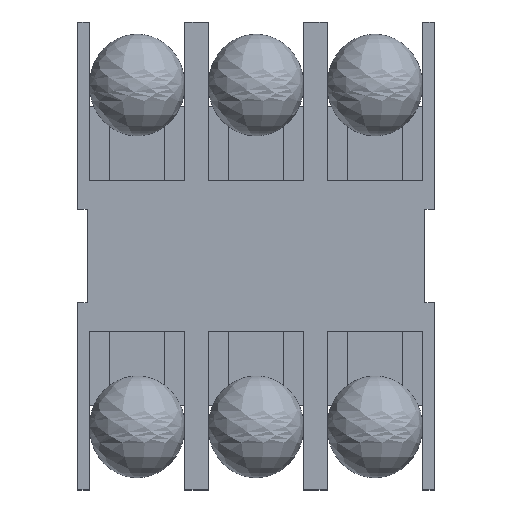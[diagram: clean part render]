
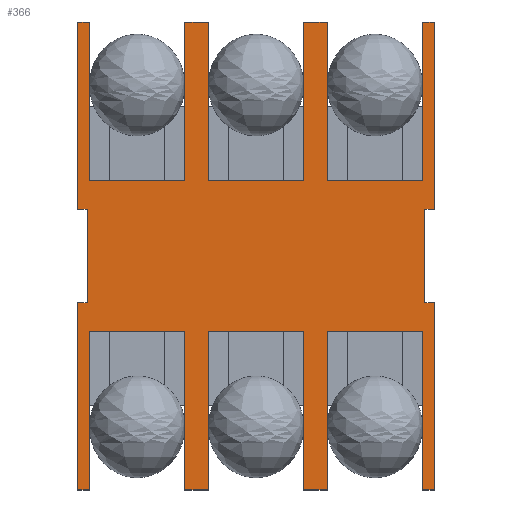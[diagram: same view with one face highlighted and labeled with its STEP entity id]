
A CAD part, top view. The second image highlights one B-rep face of the part: STEP entity #366.
In plain terms, the highlighted planar face has unit normal (0, 0, 1).
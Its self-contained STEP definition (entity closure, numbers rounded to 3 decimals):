
#54 = VERTEX_POINT('',#55);
#55 = CARTESIAN_POINT('',(-3.81,5.,1.25));
#61 = EDGE_CURVE('',#54,#62,#64,.T.);
#62 = VERTEX_POINT('',#63);
#63 = CARTESIAN_POINT('',(-3.56,5.,1.25));
#64 = LINE('',#65,#66);
#65 = CARTESIAN_POINT('',(-3.81,5.,1.25));
#66 = VECTOR('',#67,1.);
#67 = DIRECTION('',(1.,0.,0.));
#366 = ADVANCED_FACE('',(#367),#648,.T.);
#367 = FACE_BOUND('',#368,.T.);
#368 = EDGE_LOOP('',(#369,#370,#378,#386,#394,#402,#410,#418,#426,#434,
    #442,#450,#458,#466,#474,#482,#490,#498,#506,#514,#522,#530,#538,
    #546,#554,#562,#570,#578,#586,#594,#602,#610,#618,#626,#634,#642));
#369 = ORIENTED_EDGE('',*,*,#61,.F.);
#370 = ORIENTED_EDGE('',*,*,#371,.F.);
#371 = EDGE_CURVE('',#372,#54,#374,.T.);
#372 = VERTEX_POINT('',#373);
#373 = CARTESIAN_POINT('',(-3.81,1.,1.25));
#374 = LINE('',#375,#376);
#375 = CARTESIAN_POINT('',(-3.81,-5.,1.25));
#376 = VECTOR('',#377,1.);
#377 = DIRECTION('',(0.,1.,0.));
#378 = ORIENTED_EDGE('',*,*,#379,.F.);
#379 = EDGE_CURVE('',#380,#372,#382,.T.);
#380 = VERTEX_POINT('',#381);
#381 = CARTESIAN_POINT('',(-3.61,1.,1.25));
#382 = LINE('',#383,#384);
#383 = CARTESIAN_POINT('',(-1.905,1.,1.25));
#384 = VECTOR('',#385,1.);
#385 = DIRECTION('',(-1.,0.,0.));
#386 = ORIENTED_EDGE('',*,*,#387,.F.);
#387 = EDGE_CURVE('',#388,#380,#390,.T.);
#388 = VERTEX_POINT('',#389);
#389 = CARTESIAN_POINT('',(-3.61,-1.,1.25));
#390 = LINE('',#391,#392);
#391 = CARTESIAN_POINT('',(-3.61,0.5,1.25));
#392 = VECTOR('',#393,1.);
#393 = DIRECTION('',(0.,1.,0.));
#394 = ORIENTED_EDGE('',*,*,#395,.F.);
#395 = EDGE_CURVE('',#396,#388,#398,.T.);
#396 = VERTEX_POINT('',#397);
#397 = CARTESIAN_POINT('',(-3.81,-1.,1.25));
#398 = LINE('',#399,#400);
#399 = CARTESIAN_POINT('',(-1.805,-1.,1.25));
#400 = VECTOR('',#401,1.);
#401 = DIRECTION('',(1.,0.,0.));
#402 = ORIENTED_EDGE('',*,*,#403,.F.);
#403 = EDGE_CURVE('',#404,#396,#406,.T.);
#404 = VERTEX_POINT('',#405);
#405 = CARTESIAN_POINT('',(-3.81,-5.,1.25));
#406 = LINE('',#407,#408);
#407 = CARTESIAN_POINT('',(-3.81,-5.,1.25));
#408 = VECTOR('',#409,1.);
#409 = DIRECTION('',(0.,1.,0.));
#410 = ORIENTED_EDGE('',*,*,#411,.F.);
#411 = EDGE_CURVE('',#412,#404,#414,.T.);
#412 = VERTEX_POINT('',#413);
#413 = CARTESIAN_POINT('',(-3.56,-5.,1.25));
#414 = LINE('',#415,#416);
#415 = CARTESIAN_POINT('',(3.81,-5.,1.25));
#416 = VECTOR('',#417,1.);
#417 = DIRECTION('',(-1.,0.,0.));
#418 = ORIENTED_EDGE('',*,*,#419,.F.);
#419 = EDGE_CURVE('',#420,#412,#422,.T.);
#420 = VERTEX_POINT('',#421);
#421 = CARTESIAN_POINT('',(-3.56,-1.62,1.25));
#422 = LINE('',#423,#424);
#423 = CARTESIAN_POINT('',(-3.56,-2.5,1.25));
#424 = VECTOR('',#425,1.);
#425 = DIRECTION('',(0.,-1.,0.));
#426 = ORIENTED_EDGE('',*,*,#427,.F.);
#427 = EDGE_CURVE('',#428,#420,#430,.T.);
#428 = VERTEX_POINT('',#429);
#429 = CARTESIAN_POINT('',(-1.52,-1.62,1.25));
#430 = LINE('',#431,#432);
#431 = CARTESIAN_POINT('',(-1.52,-1.62,1.25));
#432 = VECTOR('',#433,1.);
#433 = DIRECTION('',(-1.,0.,0.));
#434 = ORIENTED_EDGE('',*,*,#435,.F.);
#435 = EDGE_CURVE('',#436,#428,#438,.T.);
#436 = VERTEX_POINT('',#437);
#437 = CARTESIAN_POINT('',(-1.52,-5.,1.25));
#438 = LINE('',#439,#440);
#439 = CARTESIAN_POINT('',(-1.52,-5.,1.25));
#440 = VECTOR('',#441,1.);
#441 = DIRECTION('',(0.,1.,0.));
#442 = ORIENTED_EDGE('',*,*,#443,.F.);
#443 = EDGE_CURVE('',#444,#436,#446,.T.);
#444 = VERTEX_POINT('',#445);
#445 = CARTESIAN_POINT('',(-1.02,-5.,1.25));
#446 = LINE('',#447,#448);
#447 = CARTESIAN_POINT('',(3.81,-5.,1.25));
#448 = VECTOR('',#449,1.);
#449 = DIRECTION('',(-1.,0.,0.));
#450 = ORIENTED_EDGE('',*,*,#451,.F.);
#451 = EDGE_CURVE('',#452,#444,#454,.T.);
#452 = VERTEX_POINT('',#453);
#453 = CARTESIAN_POINT('',(-1.02,-1.62,1.25));
#454 = LINE('',#455,#456);
#455 = CARTESIAN_POINT('',(-1.02,-2.5,1.25));
#456 = VECTOR('',#457,1.);
#457 = DIRECTION('',(0.,-1.,0.));
#458 = ORIENTED_EDGE('',*,*,#459,.F.);
#459 = EDGE_CURVE('',#460,#452,#462,.T.);
#460 = VERTEX_POINT('',#461);
#461 = CARTESIAN_POINT('',(1.02,-1.62,1.25));
#462 = LINE('',#463,#464);
#463 = CARTESIAN_POINT('',(1.02,-1.62,1.25));
#464 = VECTOR('',#465,1.);
#465 = DIRECTION('',(-1.,0.,0.));
#466 = ORIENTED_EDGE('',*,*,#467,.F.);
#467 = EDGE_CURVE('',#468,#460,#470,.T.);
#468 = VERTEX_POINT('',#469);
#469 = CARTESIAN_POINT('',(1.02,-5.,1.25));
#470 = LINE('',#471,#472);
#471 = CARTESIAN_POINT('',(1.02,-5.,1.25));
#472 = VECTOR('',#473,1.);
#473 = DIRECTION('',(0.,1.,0.));
#474 = ORIENTED_EDGE('',*,*,#475,.F.);
#475 = EDGE_CURVE('',#476,#468,#478,.T.);
#476 = VERTEX_POINT('',#477);
#477 = CARTESIAN_POINT('',(1.52,-5.,1.25));
#478 = LINE('',#479,#480);
#479 = CARTESIAN_POINT('',(3.81,-5.,1.25));
#480 = VECTOR('',#481,1.);
#481 = DIRECTION('',(-1.,0.,0.));
#482 = ORIENTED_EDGE('',*,*,#483,.F.);
#483 = EDGE_CURVE('',#484,#476,#486,.T.);
#484 = VERTEX_POINT('',#485);
#485 = CARTESIAN_POINT('',(1.52,-1.62,1.25));
#486 = LINE('',#487,#488);
#487 = CARTESIAN_POINT('',(1.52,-2.5,1.25));
#488 = VECTOR('',#489,1.);
#489 = DIRECTION('',(0.,-1.,0.));
#490 = ORIENTED_EDGE('',*,*,#491,.F.);
#491 = EDGE_CURVE('',#492,#484,#494,.T.);
#492 = VERTEX_POINT('',#493);
#493 = CARTESIAN_POINT('',(3.56,-1.62,1.25));
#494 = LINE('',#495,#496);
#495 = CARTESIAN_POINT('',(3.56,-1.62,1.25));
#496 = VECTOR('',#497,1.);
#497 = DIRECTION('',(-1.,0.,0.));
#498 = ORIENTED_EDGE('',*,*,#499,.F.);
#499 = EDGE_CURVE('',#500,#492,#502,.T.);
#500 = VERTEX_POINT('',#501);
#501 = CARTESIAN_POINT('',(3.56,-5.,1.25));
#502 = LINE('',#503,#504);
#503 = CARTESIAN_POINT('',(3.56,-5.,1.25));
#504 = VECTOR('',#505,1.);
#505 = DIRECTION('',(0.,1.,0.));
#506 = ORIENTED_EDGE('',*,*,#507,.F.);
#507 = EDGE_CURVE('',#508,#500,#510,.T.);
#508 = VERTEX_POINT('',#509);
#509 = CARTESIAN_POINT('',(3.81,-5.,1.25));
#510 = LINE('',#511,#512);
#511 = CARTESIAN_POINT('',(3.81,-5.,1.25));
#512 = VECTOR('',#513,1.);
#513 = DIRECTION('',(-1.,0.,0.));
#514 = ORIENTED_EDGE('',*,*,#515,.F.);
#515 = EDGE_CURVE('',#516,#508,#518,.T.);
#516 = VERTEX_POINT('',#517);
#517 = CARTESIAN_POINT('',(3.81,-1.,1.25));
#518 = LINE('',#519,#520);
#519 = CARTESIAN_POINT('',(3.81,5.,1.25));
#520 = VECTOR('',#521,1.);
#521 = DIRECTION('',(0.,-1.,0.));
#522 = ORIENTED_EDGE('',*,*,#523,.T.);
#523 = EDGE_CURVE('',#516,#524,#526,.T.);
#524 = VERTEX_POINT('',#525);
#525 = CARTESIAN_POINT('',(3.61,-1.,1.25));
#526 = LINE('',#527,#528);
#527 = CARTESIAN_POINT('',(1.805,-1.,1.25));
#528 = VECTOR('',#529,1.);
#529 = DIRECTION('',(-1.,0.,0.));
#530 = ORIENTED_EDGE('',*,*,#531,.T.);
#531 = EDGE_CURVE('',#524,#532,#534,.T.);
#532 = VERTEX_POINT('',#533);
#533 = CARTESIAN_POINT('',(3.61,1.,1.25));
#534 = LINE('',#535,#536);
#535 = CARTESIAN_POINT('',(3.61,0.5,1.25));
#536 = VECTOR('',#537,1.);
#537 = DIRECTION('',(0.,1.,0.));
#538 = ORIENTED_EDGE('',*,*,#539,.T.);
#539 = EDGE_CURVE('',#532,#540,#542,.T.);
#540 = VERTEX_POINT('',#541);
#541 = CARTESIAN_POINT('',(3.81,1.,1.25));
#542 = LINE('',#543,#544);
#543 = CARTESIAN_POINT('',(1.905,1.,1.25));
#544 = VECTOR('',#545,1.);
#545 = DIRECTION('',(1.,0.,0.));
#546 = ORIENTED_EDGE('',*,*,#547,.F.);
#547 = EDGE_CURVE('',#548,#540,#550,.T.);
#548 = VERTEX_POINT('',#549);
#549 = CARTESIAN_POINT('',(3.81,5.,1.25));
#550 = LINE('',#551,#552);
#551 = CARTESIAN_POINT('',(3.81,5.,1.25));
#552 = VECTOR('',#553,1.);
#553 = DIRECTION('',(0.,-1.,0.));
#554 = ORIENTED_EDGE('',*,*,#555,.F.);
#555 = EDGE_CURVE('',#556,#548,#558,.T.);
#556 = VERTEX_POINT('',#557);
#557 = CARTESIAN_POINT('',(3.56,5.,1.25));
#558 = LINE('',#559,#560);
#559 = CARTESIAN_POINT('',(-3.81,5.,1.25));
#560 = VECTOR('',#561,1.);
#561 = DIRECTION('',(1.,0.,0.));
#562 = ORIENTED_EDGE('',*,*,#563,.T.);
#563 = EDGE_CURVE('',#556,#564,#566,.T.);
#564 = VERTEX_POINT('',#565);
#565 = CARTESIAN_POINT('',(3.56,1.62,1.25));
#566 = LINE('',#567,#568);
#567 = CARTESIAN_POINT('',(3.56,1.6,1.25));
#568 = VECTOR('',#569,1.);
#569 = DIRECTION('',(0.,-1.,0.));
#570 = ORIENTED_EDGE('',*,*,#571,.T.);
#571 = EDGE_CURVE('',#564,#572,#574,.T.);
#572 = VERTEX_POINT('',#573);
#573 = CARTESIAN_POINT('',(1.52,1.62,1.25));
#574 = LINE('',#575,#576);
#575 = CARTESIAN_POINT('',(3.56,1.62,1.25));
#576 = VECTOR('',#577,1.);
#577 = DIRECTION('',(-1.,-0.,-0.));
#578 = ORIENTED_EDGE('',*,*,#579,.T.);
#579 = EDGE_CURVE('',#572,#580,#582,.T.);
#580 = VERTEX_POINT('',#581);
#581 = CARTESIAN_POINT('',(1.52,5.,1.25));
#582 = LINE('',#583,#584);
#583 = CARTESIAN_POINT('',(1.52,1.62,1.25));
#584 = VECTOR('',#585,1.);
#585 = DIRECTION('',(0.,1.,0.));
#586 = ORIENTED_EDGE('',*,*,#587,.F.);
#587 = EDGE_CURVE('',#588,#580,#590,.T.);
#588 = VERTEX_POINT('',#589);
#589 = CARTESIAN_POINT('',(1.02,5.,1.25));
#590 = LINE('',#591,#592);
#591 = CARTESIAN_POINT('',(-3.81,5.,1.25));
#592 = VECTOR('',#593,1.);
#593 = DIRECTION('',(1.,0.,0.));
#594 = ORIENTED_EDGE('',*,*,#595,.T.);
#595 = EDGE_CURVE('',#588,#596,#598,.T.);
#596 = VERTEX_POINT('',#597);
#597 = CARTESIAN_POINT('',(1.02,1.62,1.25));
#598 = LINE('',#599,#600);
#599 = CARTESIAN_POINT('',(1.02,1.6,1.25));
#600 = VECTOR('',#601,1.);
#601 = DIRECTION('',(0.,-1.,0.));
#602 = ORIENTED_EDGE('',*,*,#603,.T.);
#603 = EDGE_CURVE('',#596,#604,#606,.T.);
#604 = VERTEX_POINT('',#605);
#605 = CARTESIAN_POINT('',(-1.02,1.62,1.25));
#606 = LINE('',#607,#608);
#607 = CARTESIAN_POINT('',(1.02,1.62,1.25));
#608 = VECTOR('',#609,1.);
#609 = DIRECTION('',(-1.,-0.,-0.));
#610 = ORIENTED_EDGE('',*,*,#611,.T.);
#611 = EDGE_CURVE('',#604,#612,#614,.T.);
#612 = VERTEX_POINT('',#613);
#613 = CARTESIAN_POINT('',(-1.02,5.,1.25));
#614 = LINE('',#615,#616);
#615 = CARTESIAN_POINT('',(-1.02,1.62,1.25));
#616 = VECTOR('',#617,1.);
#617 = DIRECTION('',(0.,1.,0.));
#618 = ORIENTED_EDGE('',*,*,#619,.F.);
#619 = EDGE_CURVE('',#620,#612,#622,.T.);
#620 = VERTEX_POINT('',#621);
#621 = CARTESIAN_POINT('',(-1.52,5.,1.25));
#622 = LINE('',#623,#624);
#623 = CARTESIAN_POINT('',(-3.81,5.,1.25));
#624 = VECTOR('',#625,1.);
#625 = DIRECTION('',(1.,0.,0.));
#626 = ORIENTED_EDGE('',*,*,#627,.T.);
#627 = EDGE_CURVE('',#620,#628,#630,.T.);
#628 = VERTEX_POINT('',#629);
#629 = CARTESIAN_POINT('',(-1.52,1.62,1.25));
#630 = LINE('',#631,#632);
#631 = CARTESIAN_POINT('',(-1.52,1.6,1.25));
#632 = VECTOR('',#633,1.);
#633 = DIRECTION('',(0.,-1.,0.));
#634 = ORIENTED_EDGE('',*,*,#635,.T.);
#635 = EDGE_CURVE('',#628,#636,#638,.T.);
#636 = VERTEX_POINT('',#637);
#637 = CARTESIAN_POINT('',(-3.56,1.62,1.25));
#638 = LINE('',#639,#640);
#639 = CARTESIAN_POINT('',(-1.52,1.62,1.25));
#640 = VECTOR('',#641,1.);
#641 = DIRECTION('',(-1.,-0.,-0.));
#642 = ORIENTED_EDGE('',*,*,#643,.T.);
#643 = EDGE_CURVE('',#636,#62,#644,.T.);
#644 = LINE('',#645,#646);
#645 = CARTESIAN_POINT('',(-3.56,1.62,1.25));
#646 = VECTOR('',#647,1.);
#647 = DIRECTION('',(0.,1.,0.));
#648 = PLANE('',#649);
#649 = AXIS2_PLACEMENT_3D('',#650,#651,#652);
#650 = CARTESIAN_POINT('',(0.,0.,1.25));
#651 = DIRECTION('',(0.,0.,1.));
#652 = DIRECTION('',(1.,0.,0.));
